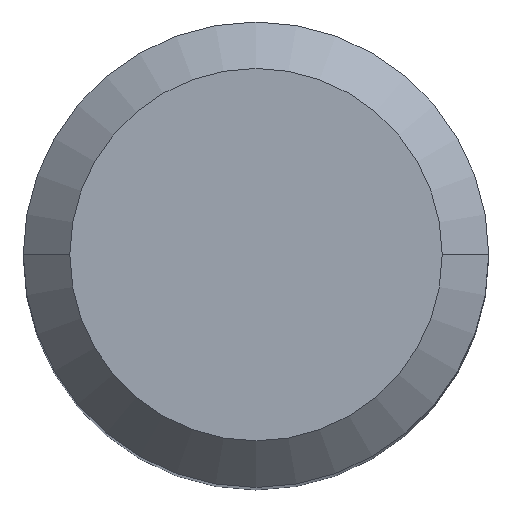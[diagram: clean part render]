
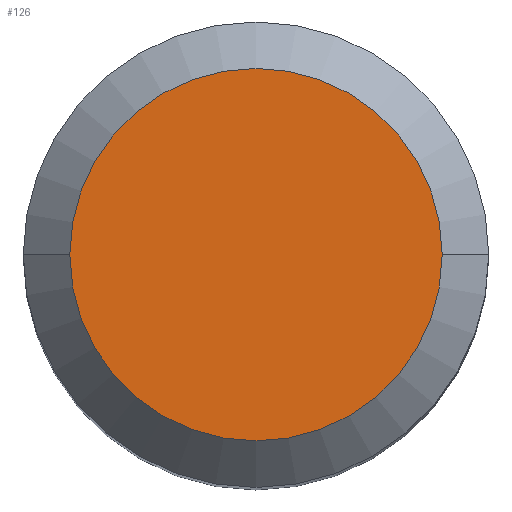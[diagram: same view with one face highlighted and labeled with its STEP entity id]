
A CAD part, top view. The second image highlights one B-rep face of the part: STEP entity #126.
In plain terms, the highlighted planar face has unit normal (0, 0, 1).
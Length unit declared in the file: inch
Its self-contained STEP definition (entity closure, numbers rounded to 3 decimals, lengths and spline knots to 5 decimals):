
#4 = CIRCLE ( 'NONE', #15, 0.22048 ) ;
#5 = ORIENTED_EDGE ( 'NONE', *, *, #376, .T. ) ;
#13 = AXIS2_PLACEMENT_3D ( 'NONE', #359, #68, #222 ) ;
#15 = AXIS2_PLACEMENT_3D ( 'NONE', #281, #56, #207 ) ;
#31 = CARTESIAN_POINT ( 'NONE',  ( 0., 0., 0. ) ) ;
#56 = DIRECTION ( 'NONE',  ( 0., 0., 1. ) ) ;
#68 = DIRECTION ( 'NONE',  ( 0., 0., 1. ) ) ;
#89 = VERTEX_POINT ( 'NONE', #219 ) ;
#100 = EDGE_LOOP ( 'NONE', ( #5, #129 ) ) ;
#101 = DIRECTION ( 'NONE',  ( 0., 0., -1. ) ) ;
#126 = ADVANCED_FACE ( 'NONE', ( #326 ), #470, .F. ) ;
#129 = ORIENTED_EDGE ( 'NONE', *, *, #152, .T. ) ;
#134 = VERTEX_POINT ( 'NONE', #217 ) ;
#152 = EDGE_CURVE ( 'NONE', #89, #134, #309, .T. ) ;
#181 = DIRECTION ( 'NONE',  ( -1., 0., 0. ) ) ;
#207 = DIRECTION ( 'NONE',  ( 1., 0., 0. ) ) ;
#217 = CARTESIAN_POINT ( 'NONE',  ( -0.22048, 0., 0. ) ) ;
#219 = CARTESIAN_POINT ( 'NONE',  ( 0.22048, 0., 0. ) ) ;
#222 = DIRECTION ( 'NONE',  ( 1., 0., 0. ) ) ;
#281 = CARTESIAN_POINT ( 'NONE',  ( 0., 0., 0. ) ) ;
#309 = CIRCLE ( 'NONE', #13, 0.22048 ) ;
#326 = FACE_OUTER_BOUND ( 'NONE', #100, .T. ) ;
#359 = CARTESIAN_POINT ( 'NONE',  ( 0., 0., 0. ) ) ;
#376 = EDGE_CURVE ( 'NONE', #134, #89, #4, .T. ) ;
#452 = AXIS2_PLACEMENT_3D ( 'NONE', #31, #101, #181 ) ;
#470 = PLANE ( 'NONE',  #452 ) ;
